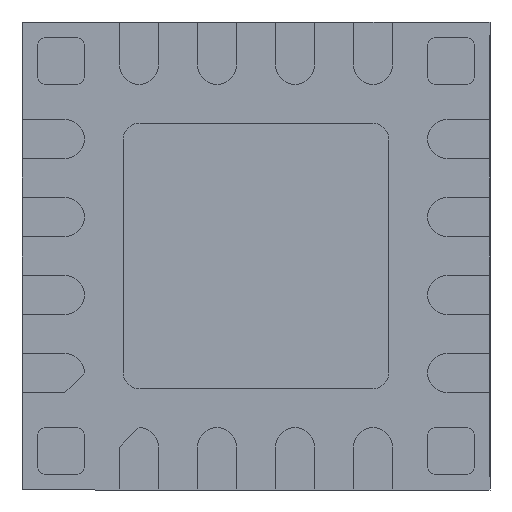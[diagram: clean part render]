
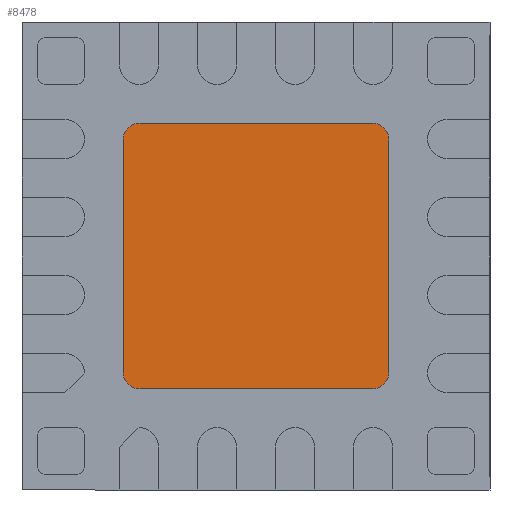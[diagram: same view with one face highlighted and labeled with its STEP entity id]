
A CAD part, front view. The second image highlights one B-rep face of the part: STEP entity #8478.
In plain terms, the highlighted planar face has unit normal (0, -1, 0).
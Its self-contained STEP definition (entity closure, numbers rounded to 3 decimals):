
#128 = AXIS2_PLACEMENT_3D ( 'NONE', #3055, #6732, #2905 ) ;
#428 = ORIENTED_EDGE ( 'NONE', *, *, #8894, .T. ) ;
#486 = CARTESIAN_POINT ( 'NONE',  ( 0.75, 0., 0.85 ) ) ;
#567 = VECTOR ( 'NONE', #4038, 1000. ) ;
#609 = EDGE_LOOP ( 'NONE', ( #428, #7555, #7825, #2898, #4240, #3964, #9325, #3435 ) ) ;
#978 = EDGE_CURVE ( 'NONE', #9639, #5473, #9548, .T. ) ;
#990 = CARTESIAN_POINT ( 'NONE',  ( -0.85, 0., 0.75 ) ) ;
#1054 = AXIS2_PLACEMENT_3D ( 'NONE', #4376, #7398, #1356 ) ;
#1104 = DIRECTION ( 'NONE',  ( 0., -1., 0. ) ) ;
#1221 = VERTEX_POINT ( 'NONE', #3290 ) ;
#1356 = DIRECTION ( 'NONE',  ( 0., 0., -1. ) ) ;
#1502 = VECTOR ( 'NONE', #3057, 1000. ) ;
#1541 = CIRCLE ( 'NONE', #7088, 0.1 ) ;
#1807 = LINE ( 'NONE', #3387, #567 ) ;
#1902 = EDGE_CURVE ( 'NONE', #1221, #1923, #3700, .T. ) ;
#1923 = VERTEX_POINT ( 'NONE', #4397 ) ;
#2516 = EDGE_CURVE ( 'NONE', #1923, #8377, #6757, .T. ) ;
#2550 = DIRECTION ( 'NONE',  ( 0., 0., -1. ) ) ;
#2603 = LINE ( 'NONE', #2660, #8027 ) ;
#2660 = CARTESIAN_POINT ( 'NONE',  ( -0.85, 0., -0.85 ) ) ;
#2898 = ORIENTED_EDGE ( 'NONE', *, *, #2516, .T. ) ;
#2905 = DIRECTION ( 'NONE',  ( 0., 0., -1. ) ) ;
#3055 = CARTESIAN_POINT ( 'NONE',  ( -0.75, 0., -0.75 ) ) ;
#3057 = DIRECTION ( 'NONE',  ( 1., 0., 0. ) ) ;
#3290 = CARTESIAN_POINT ( 'NONE',  ( -0.75, 0., -0.85 ) ) ;
#3306 = PLANE ( 'NONE',  #7103 ) ;
#3387 = CARTESIAN_POINT ( 'NONE',  ( 0.85, 0., 0.85 ) ) ;
#3435 = ORIENTED_EDGE ( 'NONE', *, *, #7173, .T. ) ;
#3700 = LINE ( 'NONE', #9700, #1502 ) ;
#3964 = ORIENTED_EDGE ( 'NONE', *, *, #978, .T. ) ;
#4038 = DIRECTION ( 'NONE',  ( -1., 0., 0. ) ) ;
#4122 = DIRECTION ( 'NONE',  ( 0., 0., -1. ) ) ;
#4240 = ORIENTED_EDGE ( 'NONE', *, *, #9258, .T. ) ;
#4376 = CARTESIAN_POINT ( 'NONE',  ( 0.75, 0., 0.75 ) ) ;
#4397 = CARTESIAN_POINT ( 'NONE',  ( 0.75, 0., -0.85 ) ) ;
#4737 = DIRECTION ( 'NONE',  ( 0., 0., -1. ) ) ;
#4826 = CARTESIAN_POINT ( 'NONE',  ( 0.85, 0., -0.75 ) ) ;
#5017 = CARTESIAN_POINT ( 'NONE',  ( 0.75, 0., -0.75 ) ) ;
#5159 = AXIS2_PLACEMENT_3D ( 'NONE', #5017, #8023, #5764 ) ;
#5473 = VERTEX_POINT ( 'NONE', #486 ) ;
#5617 = CARTESIAN_POINT ( 'NONE',  ( -0.75, 0., 0.75 ) ) ;
#5656 = CARTESIAN_POINT ( 'NONE',  ( -0.75, 0., 0.85 ) ) ;
#5764 = DIRECTION ( 'NONE',  ( 0., 0., -1. ) ) ;
#5823 = EDGE_CURVE ( 'NONE', #5473, #9523, #1807, .T. ) ;
#5981 = CARTESIAN_POINT ( 'NONE',  ( 0.85, 0., -0.85 ) ) ;
#6182 = LINE ( 'NONE', #5981, #7566 ) ;
#6339 = CARTESIAN_POINT ( 'NONE',  ( 0., 0., 0. ) ) ;
#6732 = DIRECTION ( 'NONE',  ( 0., -1., 0. ) ) ;
#6757 = CIRCLE ( 'NONE', #5159, 0.1 ) ;
#6783 = DIRECTION ( 'NONE',  ( 0., 0., 1. ) ) ;
#6790 = CIRCLE ( 'NONE', #128, 0.1 ) ;
#7088 = AXIS2_PLACEMENT_3D ( 'NONE', #5617, #1104, #4122 ) ;
#7103 = AXIS2_PLACEMENT_3D ( 'NONE', #6339, #9300, #2550 ) ;
#7173 = EDGE_CURVE ( 'NONE', #9523, #7602, #1541, .T. ) ;
#7398 = DIRECTION ( 'NONE',  ( 0., -1., 0. ) ) ;
#7554 = VERTEX_POINT ( 'NONE', #9167 ) ;
#7555 = ORIENTED_EDGE ( 'NONE', *, *, #8294, .T. ) ;
#7566 = VECTOR ( 'NONE', #6783, 1000. ) ;
#7602 = VERTEX_POINT ( 'NONE', #990 ) ;
#7825 = ORIENTED_EDGE ( 'NONE', *, *, #1902, .T. ) ;
#8023 = DIRECTION ( 'NONE',  ( 0., -1., 0. ) ) ;
#8027 = VECTOR ( 'NONE', #4737, 1000. ) ;
#8145 = CARTESIAN_POINT ( 'NONE',  ( 0.85, 0., 0.75 ) ) ;
#8294 = EDGE_CURVE ( 'NONE', #7554, #1221, #6790, .T. ) ;
#8377 = VERTEX_POINT ( 'NONE', #4826 ) ;
#8478 = ADVANCED_FACE ( 'NONE', ( #9196 ), #3306, .T. ) ;
#8894 = EDGE_CURVE ( 'NONE', #7602, #7554, #2603, .T. ) ;
#9167 = CARTESIAN_POINT ( 'NONE',  ( -0.85, 0., -0.75 ) ) ;
#9196 = FACE_OUTER_BOUND ( 'NONE', #609, .T. ) ;
#9258 = EDGE_CURVE ( 'NONE', #8377, #9639, #6182, .T. ) ;
#9300 = DIRECTION ( 'NONE',  ( 0., -1., 0. ) ) ;
#9325 = ORIENTED_EDGE ( 'NONE', *, *, #5823, .T. ) ;
#9523 = VERTEX_POINT ( 'NONE', #5656 ) ;
#9548 = CIRCLE ( 'NONE', #1054, 0.1 ) ;
#9639 = VERTEX_POINT ( 'NONE', #8145 ) ;
#9700 = CARTESIAN_POINT ( 'NONE',  ( 0.85, 0., -0.85 ) ) ;
